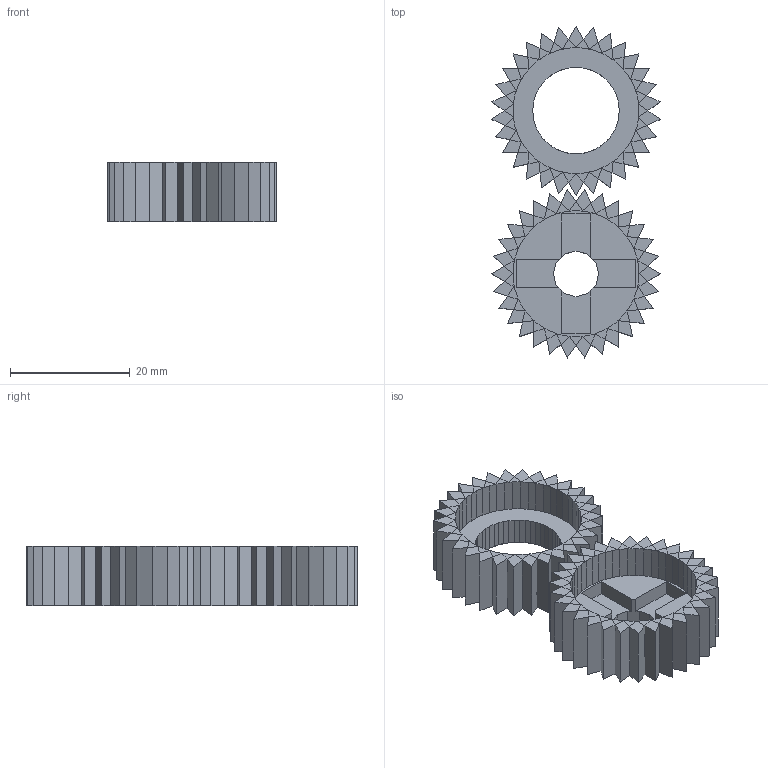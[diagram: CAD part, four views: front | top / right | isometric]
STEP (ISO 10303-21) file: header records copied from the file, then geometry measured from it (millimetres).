
FILE_DESCRIPTION(('FreeCAD Model'),'2;1');
FILE_NAME('gears.step','2019-05-29T16:56:13',('Author'),(''), 'Open CASCADE STEP processor 7.3','FreeCAD','Unknown');
FILE_SCHEMA(('AUTOMOTIVE_DESIGN { 1 0 10303 214 1 1 1 1 }'));
Products named in the file (1): difference
Bounding box: 28.2 x 55.32 x 10 mm (x, y, z)
Volume: 5573.1 mm3; surface area: 5891.8 mm2
Topology: 2 solids, 2 shells, 1021 faces, 2304 edges, 1286 vertices
Faces by surface type: plane 1021
Entity records: 63011 total; most frequent: CARTESIAN_POINT 10204, DIRECTION 7972, LINE 5928, VECTOR 5928, ORIENTED_EDGE 4608, PCURVE 4608, DEFINITIONAL_REPRESENTATION 4608, EDGE_CURVE 2304
